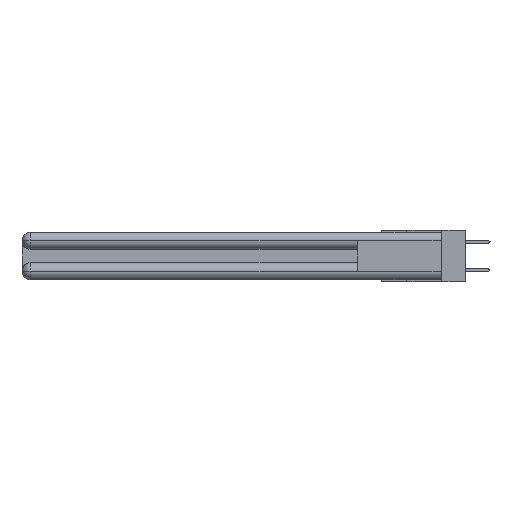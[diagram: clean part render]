
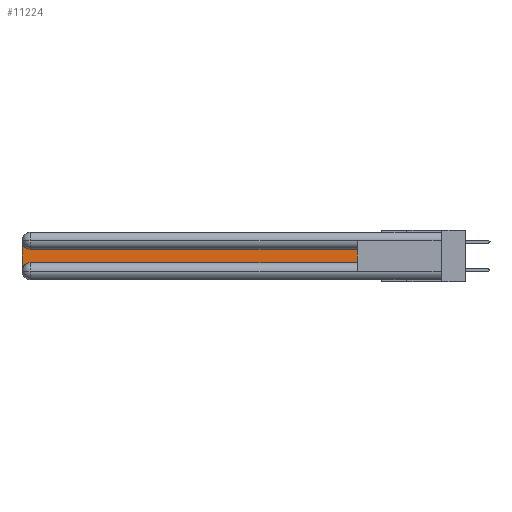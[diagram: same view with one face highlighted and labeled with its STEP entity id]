
A CAD part, left-side view. The second image highlights one B-rep face of the part: STEP entity #11224.
In plain terms, the highlighted planar face has unit normal (-1, 0, 0).
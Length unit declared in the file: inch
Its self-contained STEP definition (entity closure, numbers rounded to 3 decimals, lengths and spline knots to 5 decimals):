
#313 = LINE ( 'NONE', #17708, #6592 ) ;
#847 = VERTEX_POINT ( 'NONE', #10552 ) ;
#967 = AXIS2_PLACEMENT_3D ( 'NONE', #21029, #3292, #2894 ) ;
#1721 = ORIENTED_EDGE ( 'NONE', *, *, #5987, .T. ) ;
#1946 = VERTEX_POINT ( 'NONE', #10912 ) ;
#2894 = DIRECTION ( 'NONE',  ( 0., 0., -1. ) ) ;
#3087 = DIRECTION ( 'NONE',  ( 0., -1., 0. ) ) ;
#3292 = DIRECTION ( 'NONE',  ( 1., 0., 0. ) ) ;
#3524 = LINE ( 'NONE', #23560, #25919 ) ;
#3735 = CARTESIAN_POINT ( 'NONE',  ( 0.075, 3., -0.0625 ) ) ;
#5987 = EDGE_CURVE ( 'NONE', #21066, #25831, #313, .T. ) ;
#6592 = VECTOR ( 'NONE', #26621, 39.37008 ) ;
#6691 = EDGE_CURVE ( 'NONE', #847, #16763, #17513, .T. ) ;
#7250 = CARTESIAN_POINT ( 'NONE',  ( 0.075, 0.6, -0.2175 ) ) ;
#9136 = CARTESIAN_POINT ( 'NONE',  ( 0.075, 2.94, -0.0625 ) ) ;
#9905 = DIRECTION ( 'NONE',  ( 0., 1., 0. ) ) ;
#10240 = EDGE_CURVE ( 'NONE', #1946, #26842, #3524, .T. ) ;
#10552 = CARTESIAN_POINT ( 'NONE',  ( 0.075, 2.94, -0.2175 ) ) ;
#10912 = CARTESIAN_POINT ( 'NONE',  ( 0.075, 0.6, -0.1225 ) ) ;
#11224 = ADVANCED_FACE ( 'NONE', ( #14509 ), #14515, .F. ) ;
#12390 = DIRECTION ( 'NONE',  ( 0., 0., 1. ) ) ;
#12545 = CIRCLE ( 'NONE', #28630, 0.06 ) ;
#13483 = DIRECTION ( 'NONE',  ( 0., 0., -1. ) ) ;
#13689 = DIRECTION ( 'NONE',  ( 0., 0., -1. ) ) ;
#14509 = FACE_OUTER_BOUND ( 'NONE', #27628, .T. ) ;
#14515 = PLANE ( 'NONE',  #967 ) ;
#15257 = CARTESIAN_POINT ( 'NONE',  ( 0.075, 2.94, -0.1225 ) ) ;
#15925 = ORIENTED_EDGE ( 'NONE', *, *, #19103, .T. ) ;
#16763 = VERTEX_POINT ( 'NONE', #7250 ) ;
#17509 = LINE ( 'NONE', #21457, #28618 ) ;
#17513 = LINE ( 'NONE', #18978, #28624 ) ;
#17708 = CARTESIAN_POINT ( 'NONE',  ( 0.075, 3., -0.2175 ) ) ;
#18362 = EDGE_CURVE ( 'NONE', #16763, #1946, #17509, .T. ) ;
#18978 = CARTESIAN_POINT ( 'NONE',  ( 0.075, 0.6, -0.2175 ) ) ;
#19103 = EDGE_CURVE ( 'NONE', #26842, #21066, #12545, .T. ) ;
#19917 = DIRECTION ( 'NONE',  ( 1., 0., 0. ) ) ;
#20548 = ORIENTED_EDGE ( 'NONE', *, *, #10240, .T. ) ;
#21029 = CARTESIAN_POINT ( 'NONE',  ( 0.075, 3., -0.1225 ) ) ;
#21066 = VERTEX_POINT ( 'NONE', #3735 ) ;
#21457 = CARTESIAN_POINT ( 'NONE',  ( 0.075, 0.6, -0.2175 ) ) ;
#22338 = EDGE_CURVE ( 'NONE', #25831, #847, #27644, .T. ) ;
#23130 = ORIENTED_EDGE ( 'NONE', *, *, #6691, .T. ) ;
#23560 = CARTESIAN_POINT ( 'NONE',  ( 0.075, 0.6, -0.1225 ) ) ;
#24245 = CARTESIAN_POINT ( 'NONE',  ( 0.075, 3., -0.2775 ) ) ;
#24743 = DIRECTION ( 'NONE',  ( 1., 0., 0. ) ) ;
#25831 = VERTEX_POINT ( 'NONE', #24245 ) ;
#25919 = VECTOR ( 'NONE', #9905, 39.37008 ) ;
#25953 = ORIENTED_EDGE ( 'NONE', *, *, #18362, .T. ) ;
#26621 = DIRECTION ( 'NONE',  ( 0., 0., -1. ) ) ;
#26842 = VERTEX_POINT ( 'NONE', #15257 ) ;
#27628 = EDGE_LOOP ( 'NONE', ( #20548, #15925, #1721, #28054, #23130, #25953 ) ) ;
#27644 = CIRCLE ( 'NONE', #28673, 0.06 ) ;
#28054 = ORIENTED_EDGE ( 'NONE', *, *, #22338, .T. ) ;
#28618 = VECTOR ( 'NONE', #12390, 39.37008 ) ;
#28624 = VECTOR ( 'NONE', #3087, 39.37008 ) ;
#28630 = AXIS2_PLACEMENT_3D ( 'NONE', #9136, #24743, #13689 ) ;
#28673 = AXIS2_PLACEMENT_3D ( 'NONE', #28767, #19917, #13483 ) ;
#28767 = CARTESIAN_POINT ( 'NONE',  ( 0.075, 2.94, -0.2775 ) ) ;
